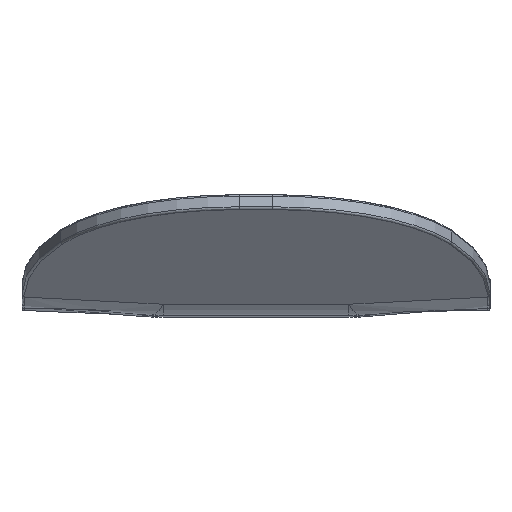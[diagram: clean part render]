
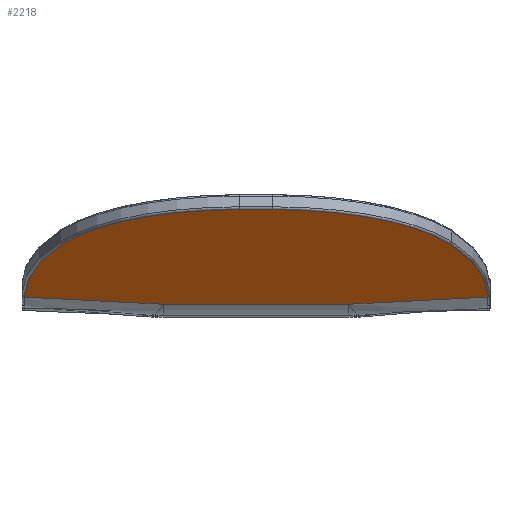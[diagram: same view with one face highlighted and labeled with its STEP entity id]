
A CAD part, top view. The second image highlights one B-rep face of the part: STEP entity #2218.
In plain terms, the highlighted planar face has unit normal (0, -0.951, 0.309).
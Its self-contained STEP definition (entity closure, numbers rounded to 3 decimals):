
#58=PLANE('',#2457);
#131=LINE('',#4449,#207);
#133=LINE('',#4467,#209);
#134=LINE('',#4482,#210);
#135=LINE('',#4649,#211);
#207=VECTOR('',#2860,10.);
#209=VECTOR('',#2882,10.);
#210=VECTOR('',#2903,10.);
#211=VECTOR('',#2916,10.);
#362=FACE_OUTER_BOUND('',#528,.T.);
#528=EDGE_LOOP('',(#1825,#1826,#1827,#1828,#1829,#1830,#1831,#1832,#1833,
#1834));
#675=B_SPLINE_CURVE_WITH_KNOTS('',3,(#4638,#4639,#4640,#4641),
 .UNSPECIFIED.,.F.,.F.,(4,4),(-0.717,5.586),
 .UNSPECIFIED.);
#676=B_SPLINE_CURVE_WITH_KNOTS('',3,(#4645,#4646,#4647,#4648),
 .UNSPECIFIED.,.F.,.F.,(4,4),(0.263,6.566),
 .UNSPECIFIED.);
#788=CIRCLE('',#2435,171.974);
#791=CIRCLE('',#2439,87.9);
#795=CIRCLE('',#2445,87.9);
#798=CIRCLE('',#2449,171.974);
#995=VERTEX_POINT('',#4439);
#996=VERTEX_POINT('',#4447);
#997=VERTEX_POINT('',#4451);
#999=VERTEX_POINT('',#4457);
#1001=VERTEX_POINT('',#4463);
#1003=VERTEX_POINT('',#4469);
#1005=VERTEX_POINT('',#4475);
#1006=VERTEX_POINT('',#4480);
#1011=VERTEX_POINT('',#4637);
#1012=VERTEX_POINT('',#4644);
#1267=EDGE_CURVE('',#995,#996,#131,.T.);
#1270=EDGE_CURVE('',#996,#997,#788,.T.);
#1273=EDGE_CURVE('',#997,#999,#791,.T.);
#1276=EDGE_CURVE('',#999,#1001,#133,.T.);
#1279=EDGE_CURVE('',#1001,#1003,#795,.T.);
#1282=EDGE_CURVE('',#1003,#1005,#798,.T.);
#1284=EDGE_CURVE('',#1005,#1006,#134,.T.);
#1295=EDGE_CURVE('',#1006,#1011,#675,.T.);
#1297=EDGE_CURVE('',#1012,#995,#676,.T.);
#1298=EDGE_CURVE('',#1011,#1012,#135,.T.);
#1825=ORIENTED_EDGE('',*,*,#1284,.F.);
#1826=ORIENTED_EDGE('',*,*,#1282,.F.);
#1827=ORIENTED_EDGE('',*,*,#1279,.F.);
#1828=ORIENTED_EDGE('',*,*,#1276,.F.);
#1829=ORIENTED_EDGE('',*,*,#1273,.F.);
#1830=ORIENTED_EDGE('',*,*,#1270,.F.);
#1831=ORIENTED_EDGE('',*,*,#1267,.F.);
#1832=ORIENTED_EDGE('',*,*,#1297,.F.);
#1833=ORIENTED_EDGE('',*,*,#1298,.F.);
#1834=ORIENTED_EDGE('',*,*,#1295,.F.);
#2218=ADVANCED_FACE('',(#362),#58,.T.);
#2435=AXIS2_PLACEMENT_3D('',#4455,#2867,#2868);
#2439=AXIS2_PLACEMENT_3D('',#4461,#2875,#2876);
#2445=AXIS2_PLACEMENT_3D('',#4473,#2889,#2890);
#2449=AXIS2_PLACEMENT_3D('',#4478,#2897,#2898);
#2457=AXIS2_PLACEMENT_3D('',#4643,#2914,#2915);
#2860=DIRECTION('',(0.,0.309,0.951));
#2867=DIRECTION('center_axis',(0.,0.951,-0.309));
#2868=DIRECTION('ref_axis',(-0.975,0.069,0.213));
#2875=DIRECTION('center_axis',(0.,0.951,-0.309));
#2876=DIRECTION('ref_axis',(-0.531,0.262,0.806));
#2882=DIRECTION('',(1.,0.,0.));
#2889=DIRECTION('center_axis',(0.,0.951,-0.309));
#2890=DIRECTION('ref_axis',(0.531,0.262,0.806));
#2897=DIRECTION('center_axis',(0.,0.951,-0.309));
#2898=DIRECTION('ref_axis',(0.975,0.069,0.213));
#2903=DIRECTION('',(0.,-0.309,-0.951));
#2914=DIRECTION('center_axis',(0.,-0.951,0.309));
#2915=DIRECTION('ref_axis',(0.,-0.309,-0.951));
#2916=DIRECTION('',(-1.,0.,0.));
#4439=CARTESIAN_POINT('',(1.,4.676,282.339));
#4447=CARTESIAN_POINT('',(1.,5.144,283.779));
#4449=CARTESIAN_POINT('',(1.,32.155,366.91));
#4451=CARTESIAN_POINT('',(18.186,28.301,355.05));
#4455=CARTESIAN_POINT('Origin',(172.974,5.144,283.779));
#4457=CARTESIAN_POINT('',(97.302,43.628,402.219));
#4461=CARTESIAN_POINT('Origin',(97.302,16.465,318.622));
#4463=CARTESIAN_POINT('',(112.248,43.628,402.219));
#4467=CARTESIAN_POINT('',(0.,43.628,402.219));
#4469=CARTESIAN_POINT('',(191.364,28.301,355.05));
#4473=CARTESIAN_POINT('Origin',(112.248,16.465,318.622));
#4475=CARTESIAN_POINT('',(208.55,5.144,283.779));
#4478=CARTESIAN_POINT('Origin',(36.576,5.144,283.779));
#4480=CARTESIAN_POINT('',(208.55,4.676,282.339));
#4482=CARTESIAN_POINT('',(208.55,32.155,366.91));
#4637=CARTESIAN_POINT('',(146.374,1.473,272.479));
#4638=CARTESIAN_POINT('Ctrl Pts',(208.55,4.676,282.339));
#4639=CARTESIAN_POINT('Ctrl Pts',(187.821,3.615,279.072));
#4640=CARTESIAN_POINT('Ctrl Pts',(167.102,2.536,275.751));
#4641=CARTESIAN_POINT('Ctrl Pts',(146.374,1.473,272.479));
#4643=CARTESIAN_POINT('Origin',(0.,43.937,403.17));
#4644=CARTESIAN_POINT('',(63.176,1.473,272.479));
#4645=CARTESIAN_POINT('Ctrl Pts',(63.176,1.473,272.479));
#4646=CARTESIAN_POINT('Ctrl Pts',(42.448,2.536,275.751));
#4647=CARTESIAN_POINT('Ctrl Pts',(21.729,3.615,279.072));
#4648=CARTESIAN_POINT('Ctrl Pts',(1.,4.676,282.339));
#4649=CARTESIAN_POINT('',(0.,1.473,272.479));
